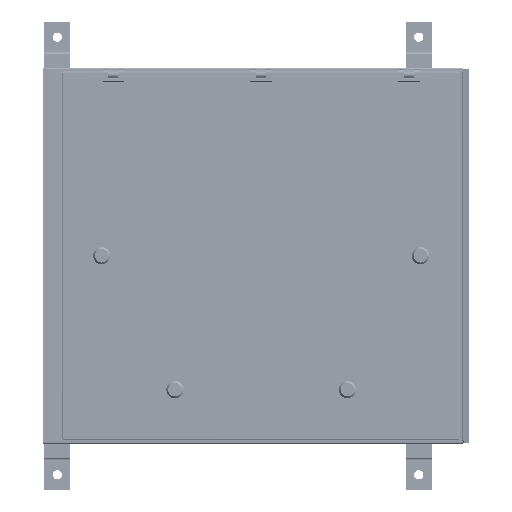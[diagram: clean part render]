
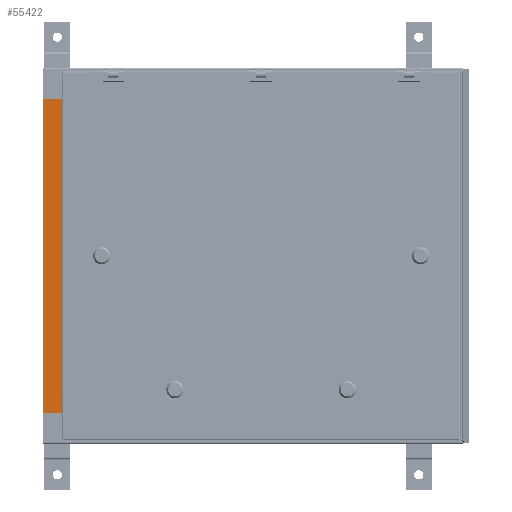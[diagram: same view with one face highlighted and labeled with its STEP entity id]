
A CAD part, top view. The second image highlights one B-rep face of the part: STEP entity #55422.
In plain terms, the highlighted face is planar.
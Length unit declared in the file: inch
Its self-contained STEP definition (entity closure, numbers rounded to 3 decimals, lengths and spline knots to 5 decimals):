
#1986 = EDGE_CURVE ( 'NONE', #20990, #69719, #107449, .T. ) ;
#8019 = VECTOR ( 'NONE', #134253, 39.37008 ) ;
#10667 = VERTEX_POINT ( 'NONE', #15220 ) ;
#13551 = LINE ( 'NONE', #99919, #40302 ) ;
#15220 = CARTESIAN_POINT ( 'NONE',  ( 0.08268, 0.55118, -10.03937 ) ) ;
#20990 = VERTEX_POINT ( 'NONE', #65735 ) ;
#21024 = ORIENTED_EDGE ( 'NONE', *, *, #55421, .T. ) ;
#21328 = DIRECTION ( 'NONE',  ( 0., -1., 0. ) ) ;
#33322 = VECTOR ( 'NONE', #98412, 39.37008 ) ;
#40302 = VECTOR ( 'NONE', #89476, 39.37008 ) ;
#46300 = ORIENTED_EDGE ( 'NONE', *, *, #1986, .T. ) ;
#50408 = CARTESIAN_POINT ( 'NONE',  ( 2.3622, 0.55118, 10.03937 ) ) ;
#51322 = EDGE_CURVE ( 'NONE', #139945, #10667, #145526, .T. ) ;
#51875 = DIRECTION ( 'NONE',  ( 0., 0., 1. ) ) ;
#54710 = CARTESIAN_POINT ( 'NONE',  ( 0., 0.55118, 10.03937 ) ) ;
#55421 = EDGE_CURVE ( 'NONE', #69719, #139945, #13551, .T. ) ;
#55422 = ADVANCED_FACE ( 'NONE', ( #59917 ), #122351, .T. ) ;
#59917 = FACE_OUTER_BOUND ( 'NONE', #83927, .T. ) ;
#65735 = CARTESIAN_POINT ( 'NONE',  ( 2.3622, 0.55118, -10.03937 ) ) ;
#69719 = VERTEX_POINT ( 'NONE', #133026 ) ;
#83927 = EDGE_LOOP ( 'NONE', ( #21024, #145614, #95885, #46300 ) ) ;
#89476 = DIRECTION ( 'NONE',  ( -1., 0., 0. ) ) ;
#95885 = ORIENTED_EDGE ( 'NONE', *, *, #143703, .T. ) ;
#98412 = DIRECTION ( 'NONE',  ( 0., 0., -1. ) ) ;
#99919 = CARTESIAN_POINT ( 'NONE',  ( 0., 0.55118, 10.03937 ) ) ;
#100051 = AXIS2_PLACEMENT_3D ( 'NONE', #54710, #21328, #135705 ) ;
#100434 = CARTESIAN_POINT ( 'NONE',  ( 0., 0.55118, -10.03937 ) ) ;
#107449 = LINE ( 'NONE', #50408, #121709 ) ;
#120814 = CARTESIAN_POINT ( 'NONE',  ( 0.08268, 0.55118, 10.03937 ) ) ;
#121709 = VECTOR ( 'NONE', #51875, 39.37008 ) ;
#122351 = PLANE ( 'NONE',  #100051 ) ;
#123834 = LINE ( 'NONE', #100434, #8019 ) ;
#133026 = CARTESIAN_POINT ( 'NONE',  ( 2.3622, 0.55118, 10.03937 ) ) ;
#133165 = CARTESIAN_POINT ( 'NONE',  ( 0.08268, 0.55118, 10.03937 ) ) ;
#134253 = DIRECTION ( 'NONE',  ( 1., 0., 0. ) ) ;
#135705 = DIRECTION ( 'NONE',  ( 1., 0., 0. ) ) ;
#139945 = VERTEX_POINT ( 'NONE', #120814 ) ;
#143703 = EDGE_CURVE ( 'NONE', #10667, #20990, #123834, .T. ) ;
#145526 = LINE ( 'NONE', #133165, #33322 ) ;
#145614 = ORIENTED_EDGE ( 'NONE', *, *, #51322, .T. ) ;
